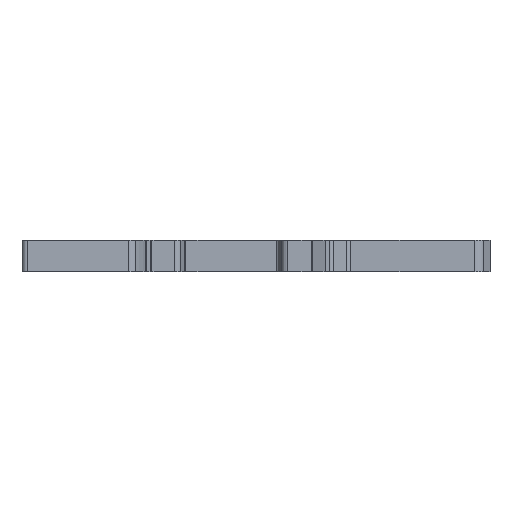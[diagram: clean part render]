
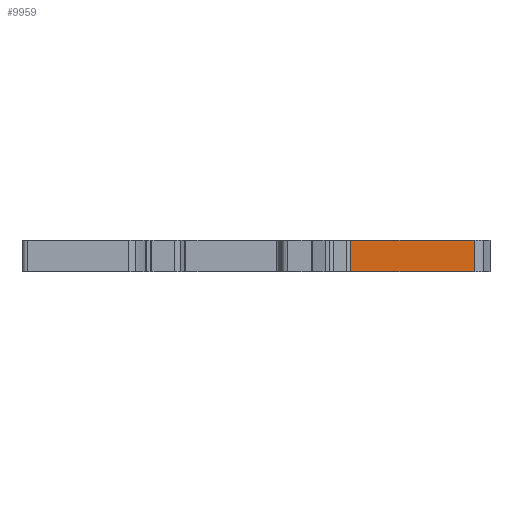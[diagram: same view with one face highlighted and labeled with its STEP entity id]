
A CAD part, front view. The second image highlights one B-rep face of the part: STEP entity #9959.
In plain terms, the highlighted planar face has unit normal (0, -1, 0).
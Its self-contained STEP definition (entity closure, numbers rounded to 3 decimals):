
#19 = VECTOR ( 'NONE', #8648, 1000. ) ;
#80 = LINE ( 'NONE', #8736, #19 ) ;
#1288 = VECTOR ( 'NONE', #3684, 1000. ) ;
#1301 = LINE ( 'NONE', #3727, #1288 ) ;
#1353 = AXIS2_PLACEMENT_3D ( 'NONE', #7021, #6883, #6868 ) ;
#1389 = LINE ( 'NONE', #3956, #1410 ) ;
#1410 = VECTOR ( 'NONE', #3985, 1000. ) ;
#1550 = EDGE_CURVE ( 'NONE', #9302, #8594, #1389, .T. ) ;
#1582 = EDGE_CURVE ( 'NONE', #9302, #9138, #1301, .T. ) ;
#2987 = CARTESIAN_POINT ( 'NONE',  ( 23.236, -2.815, 6. ) ) ;
#3684 = DIRECTION ( 'NONE',  ( 1., 0., 0. ) ) ;
#3727 = CARTESIAN_POINT ( 'NONE',  ( 23.236, -2.815, 6. ) ) ;
#3804 = VECTOR ( 'NONE', #7072, 1000. ) ;
#3863 = LINE ( 'NONE', #7110, #3804 ) ;
#3930 = CARTESIAN_POINT ( 'NONE',  ( 47.151, -2.815, 6. ) ) ;
#3956 = CARTESIAN_POINT ( 'NONE',  ( 23.236, -2.815, 6. ) ) ;
#3985 = DIRECTION ( 'NONE',  ( 0., 0., -1. ) ) ;
#4488 = ORIENTED_EDGE ( 'NONE', *, *, #5279, .F. ) ;
#5242 = ORIENTED_EDGE ( 'NONE', *, *, #1582, .F. ) ;
#5279 = EDGE_CURVE ( 'NONE', #9138, #8820, #3863, .T. ) ;
#5458 = CARTESIAN_POINT ( 'NONE',  ( 47.151, -2.815, 0. ) ) ;
#6017 = ORIENTED_EDGE ( 'NONE', *, *, #1550, .T. ) ;
#6357 = CARTESIAN_POINT ( 'NONE',  ( 23.236, -2.815, 0. ) ) ;
#6742 = FACE_OUTER_BOUND ( 'NONE', #9323, .T. ) ;
#6868 = DIRECTION ( 'NONE',  ( 0., 0., 1. ) ) ;
#6883 = DIRECTION ( 'NONE',  ( 0., 1., 0. ) ) ;
#7015 = ORIENTED_EDGE ( 'NONE', *, *, #8117, .T. ) ;
#7021 = CARTESIAN_POINT ( 'NONE',  ( 23.236, -2.815, 6. ) ) ;
#7064 = PLANE ( 'NONE',  #1353 ) ;
#7072 = DIRECTION ( 'NONE',  ( 0., 0., -1. ) ) ;
#7110 = CARTESIAN_POINT ( 'NONE',  ( 47.151, -2.815, 6. ) ) ;
#8117 = EDGE_CURVE ( 'NONE', #8594, #8820, #80, .T. ) ;
#8594 = VERTEX_POINT ( 'NONE', #6357 ) ;
#8648 = DIRECTION ( 'NONE',  ( 1., 0., 0. ) ) ;
#8736 = CARTESIAN_POINT ( 'NONE',  ( 23.236, -2.815, 0. ) ) ;
#8820 = VERTEX_POINT ( 'NONE', #5458 ) ;
#9138 = VERTEX_POINT ( 'NONE', #3930 ) ;
#9302 = VERTEX_POINT ( 'NONE', #2987 ) ;
#9323 = EDGE_LOOP ( 'NONE', ( #7015, #4488, #5242, #6017 ) ) ;
#9959 = ADVANCED_FACE ( 'NONE', ( #6742 ), #7064, .F. ) ;
